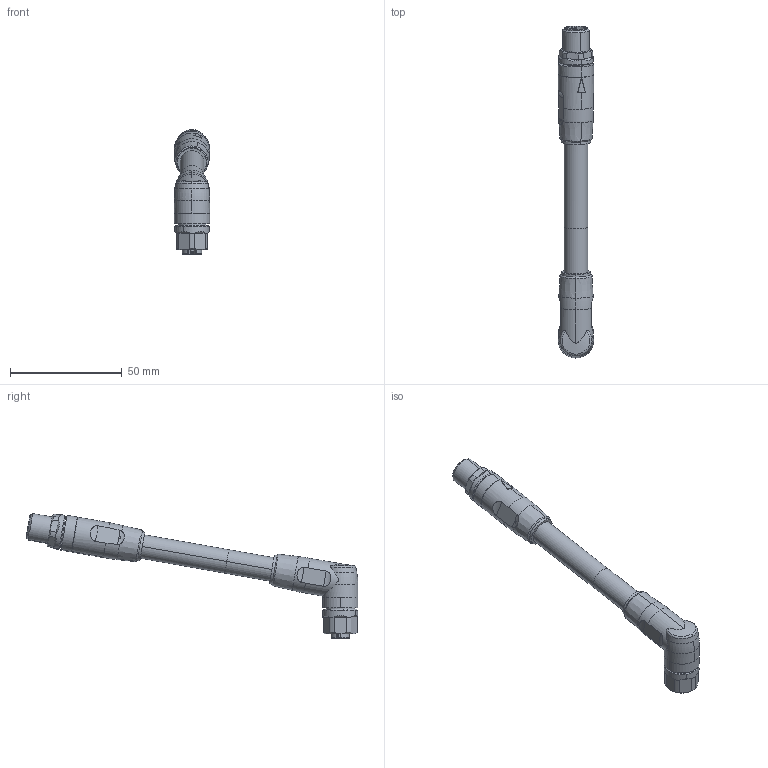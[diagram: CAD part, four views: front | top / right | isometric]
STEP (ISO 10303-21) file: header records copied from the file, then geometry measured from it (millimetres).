
FILE_DESCRIPTION(('CATIA V5 STEP Exchange','CAx-IF Rec.Pracs.--- Model Styling and Organization---1.5--- 2016-08-15','CAx-IF Rec.Pracs.---Supplemental Geometry---1.0---2011-11-01','CAx-IF Rec.Pracs.--- Composite Materials ---1.1---2010-07-15'),'2;1');
FILE_NAME ('190155-3_0', '2025-10-20T08:31:45+00:00', ('none'), ('Weidmueller'), 'CATIA Version 5-6 Release 2024 SP4', 'CATIA V5 STEP AP214 v3', 'none');
FILE_SCHEMA(('AUTOMOTIVE_DESIGN { 1 0 10303 214 1 1 1 1 }'));
Length unit declared in the file: millimetre
Products named in the file (1): 2455270000
Bounding box: 15.8 x 148.24 x 55.75 mm (x, y, z)
Volume: 23068.1 mm3; surface area: 9288.6 mm2
Topology: 1 solids, 3 shells, 794 faces, 2146 edges, 1388 vertices
Faces by surface type: plane 270, torus 196, cylinder 190, cone 77, bspline 50, sphere 11
Entity records: 27150 total; most frequent: CARTESIAN_POINT 8586, ORIENTED_EDGE 4244, DIRECTION 2733, EDGE_CURVE 2122, AXIS2_PLACEMENT_3D 1396, VERTEX_POINT 1388, EDGE_LOOP 852, ADVANCED_FACE 794
